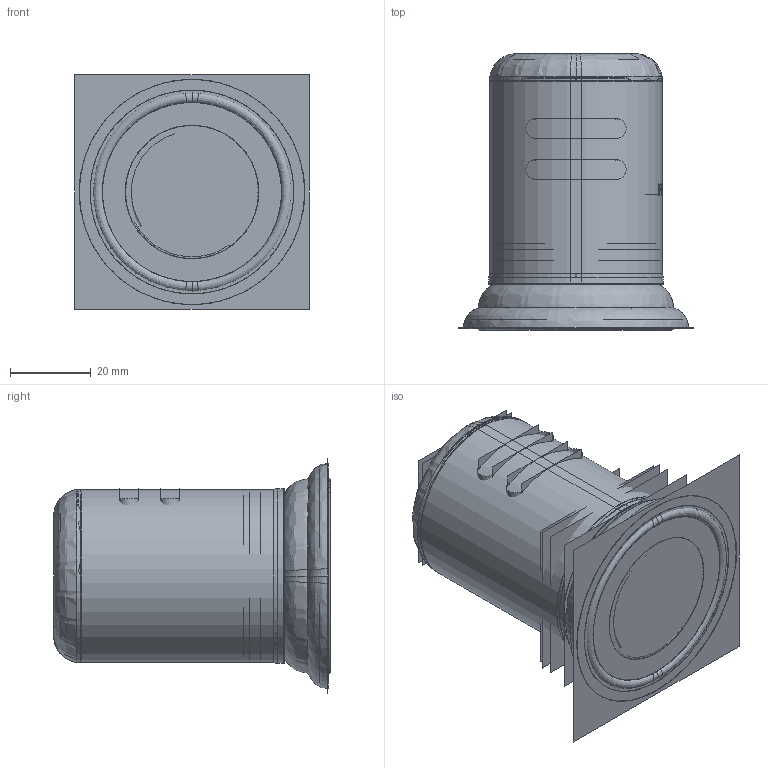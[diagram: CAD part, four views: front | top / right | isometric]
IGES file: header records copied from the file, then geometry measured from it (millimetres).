
Start section:  PTC IGES file: 1030-5751_asm.igs
Global section: file name: 1030-5751_asm.igs; native system: Creo Parametric by Parametric Technology Corporation; preprocessor: 2013150; author: rsmith; organization: Unknown; date: 20170119.172533; units: inch
Bounding box: 58.12 x 68.57 x 58.14 mm (x, y, z)
Surface area: 147324.9 mm2 (no closed solid volume)
Topology: 0 solids, 0 shells, 274 faces, 4107 edges, 5466 vertices
Faces by surface type: revolution 176, bspline 98
